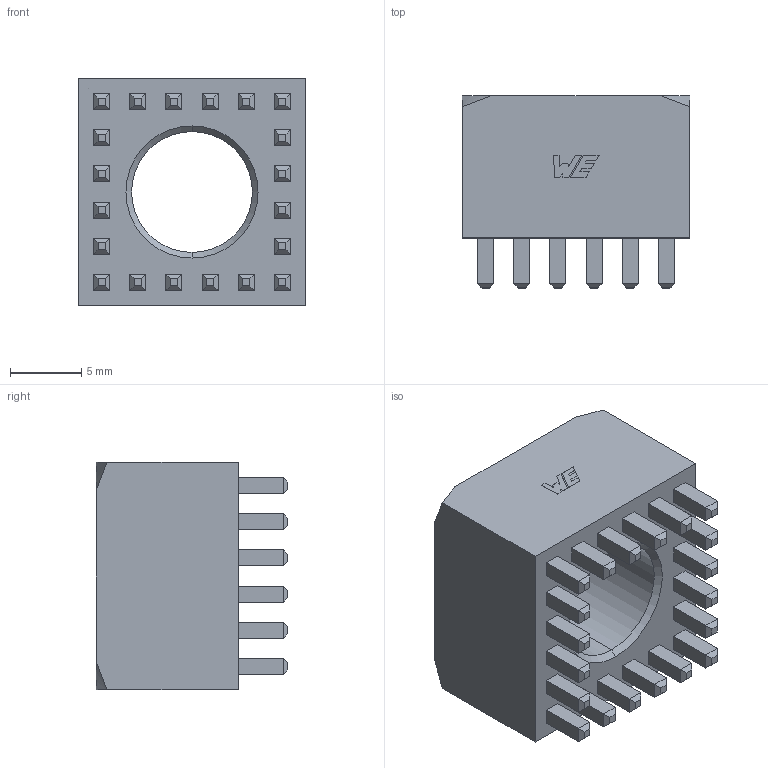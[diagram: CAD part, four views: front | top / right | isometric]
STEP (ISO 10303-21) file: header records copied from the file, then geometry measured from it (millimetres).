
FILE_DESCRIPTION (( 'STEP AP203' ), '1' );
FILE_NAME ('LF991110-A01.STEP', '2021-09-10T08:15:20', ( '' ), ( '' ), 'SwSTEP 2.0', 'SolidWorks 2018', '' );
FILE_SCHEMA (( 'CONFIG_CONTROL_DESIGN' ));
Length unit declared in the file: millimetre
Products named in the file (1): LF991110-A01
Bounding box: 16 x 13.5 x 16 mm (x, y, z)
Volume: 2072.3 mm3; surface area: 1586.4 mm2
Topology: 1 solids, 1 shells, 223 faces, 513 edges, 314 vertices
Faces by surface type: plane 213, cone 8, cylinder 2
Entity records: 6156 total; most frequent: CARTESIAN_POINT 1075, ORIENTED_EDGE 1026, DIRECTION 965, EDGE_CURVE 513, VECTOR 493, LINE 493, VERTEX_POINT 314, EDGE_LOOP 247
